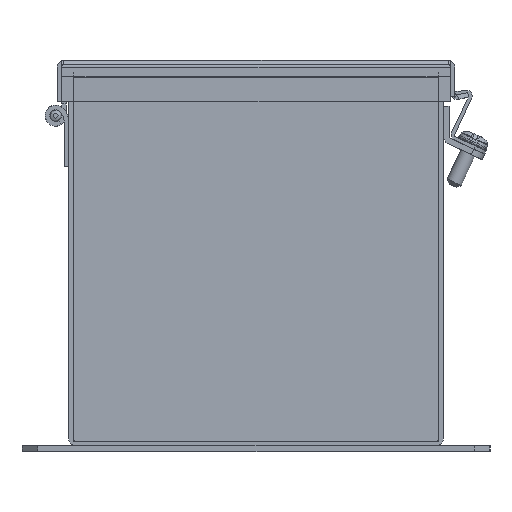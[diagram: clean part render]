
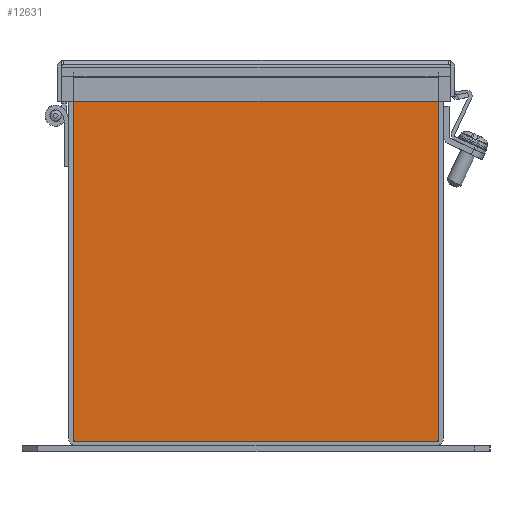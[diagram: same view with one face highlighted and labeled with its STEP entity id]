
A CAD part, left-side view. The second image highlights one B-rep face of the part: STEP entity #12631.
In plain terms, the highlighted planar face has unit normal (-1, 0, 0).
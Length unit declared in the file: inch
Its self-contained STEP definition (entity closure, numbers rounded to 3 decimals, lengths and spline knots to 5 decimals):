
#2066 = AXIS2_PLACEMENT_3D ( 'NONE', #22574, #32803, #9835 ) ;
#2197 = VERTEX_POINT ( 'NONE', #10853 ) ;
#2512 = PLANE ( 'NONE',  #2066 ) ;
#2650 = LINE ( 'NONE', #21347, #20350 ) ;
#4469 = ORIENTED_EDGE ( 'NONE', *, *, #8004, .F. ) ;
#6170 = VECTOR ( 'NONE', #18179, 39.37008 ) ;
#6489 = CARTESIAN_POINT ( 'NONE',  ( -30., -2.928, 0.072 ) ) ;
#8004 = EDGE_CURVE ( 'NONE', #2197, #12870, #14327, .T. ) ;
#8986 = CARTESIAN_POINT ( 'NONE',  ( -30., 2.928, 5.892 ) ) ;
#9423 = EDGE_CURVE ( 'NONE', #20415, #31936, #2650, .T. ) ;
#9835 = DIRECTION ( 'NONE',  ( 0., 0., 1. ) ) ;
#10853 = CARTESIAN_POINT ( 'NONE',  ( -30., -2.928, 5.892 ) ) ;
#12631 = ADVANCED_FACE ( 'NONE', ( #22892 ), #2512, .F. ) ;
#12870 = VERTEX_POINT ( 'NONE', #20131 ) ;
#13307 = DIRECTION ( 'NONE',  ( 0., 0., 1. ) ) ;
#14327 = LINE ( 'NONE', #6489, #16926 ) ;
#16693 = EDGE_CURVE ( 'NONE', #31936, #2197, #21022, .T. ) ;
#16926 = VECTOR ( 'NONE', #24363, 39.37008 ) ;
#17694 = CARTESIAN_POINT ( 'NONE',  ( -30., 2.928, 0.072 ) ) ;
#18179 = DIRECTION ( 'NONE',  ( 0., -1., 0. ) ) ;
#20131 = CARTESIAN_POINT ( 'NONE',  ( -30., -2.928, 0.072 ) ) ;
#20350 = VECTOR ( 'NONE', #13307, 39.37008 ) ;
#20415 = VERTEX_POINT ( 'NONE', #28757 ) ;
#21022 = LINE ( 'NONE', #21177, #6170 ) ;
#21177 = CARTESIAN_POINT ( 'NONE',  ( -30., 2.928, 5.892 ) ) ;
#21347 = CARTESIAN_POINT ( 'NONE',  ( -30., 2.928, 0.072 ) ) ;
#22574 = CARTESIAN_POINT ( 'NONE',  ( -30., 2.928, 0.072 ) ) ;
#22892 = FACE_OUTER_BOUND ( 'NONE', #22985, .T. ) ;
#22985 = EDGE_LOOP ( 'NONE', ( #26014, #28098, #28193, #4469 ) ) ;
#24363 = DIRECTION ( 'NONE',  ( 0., 0., -1. ) ) ;
#25524 = EDGE_CURVE ( 'NONE', #12870, #20415, #27571, .T. ) ;
#26014 = ORIENTED_EDGE ( 'NONE', *, *, #16693, .F. ) ;
#27571 = LINE ( 'NONE', #17694, #31805 ) ;
#28098 = ORIENTED_EDGE ( 'NONE', *, *, #9423, .F. ) ;
#28193 = ORIENTED_EDGE ( 'NONE', *, *, #25524, .F. ) ;
#28757 = CARTESIAN_POINT ( 'NONE',  ( -30., 2.928, 0.072 ) ) ;
#31805 = VECTOR ( 'NONE', #32465, 39.37008 ) ;
#31936 = VERTEX_POINT ( 'NONE', #8986 ) ;
#32465 = DIRECTION ( 'NONE',  ( 0., 1., 0. ) ) ;
#32803 = DIRECTION ( 'NONE',  ( 1., 0., 0. ) ) ;
